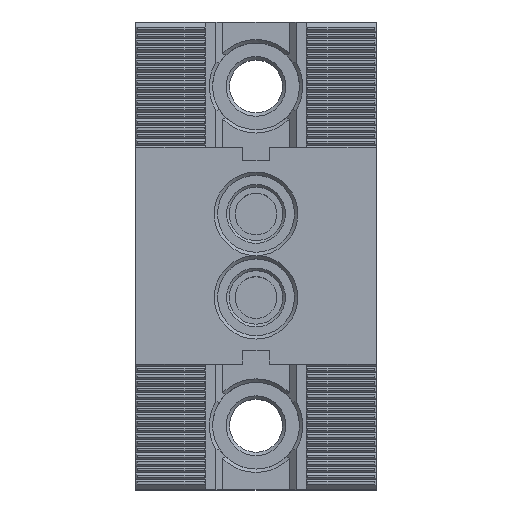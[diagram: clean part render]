
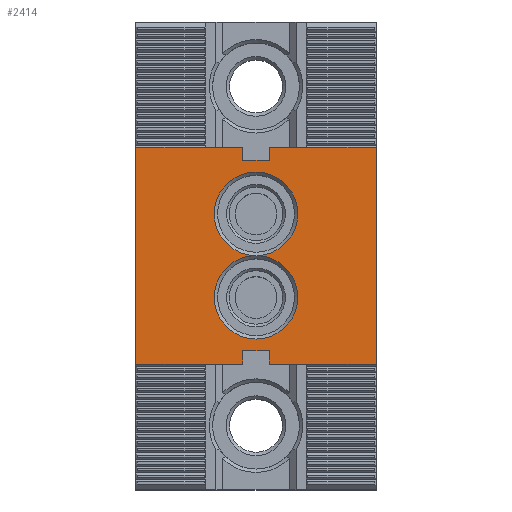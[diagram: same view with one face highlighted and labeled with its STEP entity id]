
A CAD part, top view. The second image highlights one B-rep face of the part: STEP entity #2414.
In plain terms, the highlighted planar face has unit normal (0, 0, 1).
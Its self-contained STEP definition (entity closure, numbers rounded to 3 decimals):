
#2414 = ADVANCED_FACE( '', ( #5195, #5196 ), #5197, .T. );
#5195 = FACE_BOUND( '', #8343, .T. );
#5196 = FACE_OUTER_BOUND( '', #8344, .T. );
#5197 = PLANE( '', #8345 );
#8343 = EDGE_LOOP( '', ( #15634, #15635 ) );
#8344 = EDGE_LOOP( '', ( #15636, #15637, #15638, #15639, #15640, #15641, #15642, #15643, #15644, #15645, #15646, #15647 ) );
#8345 = AXIS2_PLACEMENT_3D( '', #15648, #15649, #15650 );
#15634 = ORIENTED_EDGE( '', *, *, #22550, .T. );
#15635 = ORIENTED_EDGE( '', *, *, #19825, .T. );
#15636 = ORIENTED_EDGE( '', *, *, #22551, .F. );
#15637 = ORIENTED_EDGE( '', *, *, #20439, .F. );
#15638 = ORIENTED_EDGE( '', *, *, #22403, .F. );
#15639 = ORIENTED_EDGE( '', *, *, #21810, .T. );
#15640 = ORIENTED_EDGE( '', *, *, #22552, .T. );
#15641 = ORIENTED_EDGE( '', *, *, #21573, .T. );
#15642 = ORIENTED_EDGE( '', *, *, #22219, .F. );
#15643 = ORIENTED_EDGE( '', *, *, #22553, .F. );
#15644 = ORIENTED_EDGE( '', *, *, #22539, .F. );
#15645 = ORIENTED_EDGE( '', *, *, #20809, .T. );
#15646 = ORIENTED_EDGE( '', *, *, #22341, .T. );
#15647 = ORIENTED_EDGE( '', *, *, #19494, .T. );
#15648 = CARTESIAN_POINT( '', ( -36., -32.5, 40. ) );
#15649 = DIRECTION( '', ( 0., 0., 1. ) );
#15650 = DIRECTION( '', ( 1., 0., 0. ) );
#19494 = EDGE_CURVE( '', #23507, #23512, #23514, .T. );
#19825 = EDGE_CURVE( '', #24106, #24106, #24107, .F. );
#20439 = EDGE_CURVE( '', #25155, #25153, #25157, .T. );
#20809 = EDGE_CURVE( '', #25792, #25790, #25793, .T. );
#21573 = EDGE_CURVE( '', #26999, #27001, #27003, .T. );
#21810 = EDGE_CURVE( '', #27340, #27338, #27341, .T. );
#22219 = EDGE_CURVE( '', #27906, #27001, #27908, .T. );
#22341 = EDGE_CURVE( '', #25790, #23507, #28073, .T. );
#22403 = EDGE_CURVE( '', #27340, #25155, #28152, .T. );
#22539 = EDGE_CURVE( '', #25792, #28330, #28332, .T. );
#22550 = EDGE_CURVE( '', #24106, #24106, #28344, .F. );
#22551 = EDGE_CURVE( '', #25153, #23512, #28345, .T. );
#22552 = EDGE_CURVE( '', #27338, #26999, #28346, .T. );
#22553 = EDGE_CURVE( '', #28330, #27906, #28347, .T. );
#23507 = VERTEX_POINT( '', #29489 );
#23512 = VERTEX_POINT( '', #29496 );
#23514 = LINE( '', #29499, #29500 );
#24106 = VERTEX_POINT( '', #30348 );
#24107 = CIRCLE( '', #30349, 12.5 );
#25153 = VERTEX_POINT( '', #31876 );
#25155 = VERTEX_POINT( '', #31879 );
#25157 = LINE( '', #31882, #31883 );
#25790 = VERTEX_POINT( '', #32833 );
#25792 = VERTEX_POINT( '', #32836 );
#25793 = LINE( '', #32837, #32838 );
#26999 = VERTEX_POINT( '', #34628 );
#27001 = VERTEX_POINT( '', #34631 );
#27003 = LINE( '', #34634, #34635 );
#27338 = VERTEX_POINT( '', #35152 );
#27340 = VERTEX_POINT( '', #35155 );
#27341 = LINE( '', #35156, #35157 );
#27906 = VERTEX_POINT( '', #36018 );
#27908 = LINE( '', #36021, #36022 );
#28073 = LINE( '', #36271, #36272 );
#28152 = LINE( '', #36390, #36391 );
#28330 = VERTEX_POINT( '', #36676 );
#28332 = LINE( '', #36679, #36680 );
#28344 = CIRCLE( '', #36696, 12.5 );
#28345 = LINE( '', #36697, #36698 );
#28346 = LINE( '', #36699, #36700 );
#28347 = LINE( '', #36701, #36702 );
#29489 = CARTESIAN_POINT( '', ( -36., -32.5, 40. ) );
#29496 = CARTESIAN_POINT( '', ( -4., -32.5, 40. ) );
#29499 = CARTESIAN_POINT( '', ( -36., -32.5, 40. ) );
#29500 = VECTOR( '', #38214, 1000. );
#30348 = CARTESIAN_POINT( '', ( 0., 0., 40. ) );
#30349 = AXIS2_PLACEMENT_3D( '', #38507, #38508, #38509 );
#31876 = CARTESIAN_POINT( '', ( -4., -28.5, 40. ) );
#31879 = CARTESIAN_POINT( '', ( 4., -28.5, 40. ) );
#31882 = CARTESIAN_POINT( '', ( 4., -28.5, 40. ) );
#31883 = VECTOR( '', #39035, 1000. );
#32833 = CARTESIAN_POINT( '', ( -36., 32.5, 40. ) );
#32836 = CARTESIAN_POINT( '', ( -4., 32.5, 40. ) );
#32837 = CARTESIAN_POINT( '', ( 36., 32.5, 40. ) );
#32838 = VECTOR( '', #39375, 1000. );
#34628 = CARTESIAN_POINT( '', ( 36., 32.5, 40. ) );
#34631 = CARTESIAN_POINT( '', ( 4., 32.5, 40. ) );
#34634 = CARTESIAN_POINT( '', ( 36., 32.5, 40. ) );
#34635 = VECTOR( '', #39986, 1000. );
#35152 = CARTESIAN_POINT( '', ( 36., -32.5, 40. ) );
#35155 = CARTESIAN_POINT( '', ( 4., -32.5, 40. ) );
#35156 = CARTESIAN_POINT( '', ( -36., -32.5, 40. ) );
#35157 = VECTOR( '', #40182, 1000. );
#36018 = CARTESIAN_POINT( '', ( 4., 28.5, 40. ) );
#36021 = CARTESIAN_POINT( '', ( 4., 28.5, 40. ) );
#36022 = VECTOR( '', #40504, 1000. );
#36271 = CARTESIAN_POINT( '', ( -36., 32.5, 40. ) );
#36272 = VECTOR( '', #40598, 1000. );
#36390 = CARTESIAN_POINT( '', ( 4., -32.5, 40. ) );
#36391 = VECTOR( '', #40638, 1000. );
#36676 = CARTESIAN_POINT( '', ( -4., 28.5, 40. ) );
#36679 = CARTESIAN_POINT( '', ( -4., 32.5, 40. ) );
#36680 = VECTOR( '', #40753, 1000. );
#36696 = AXIS2_PLACEMENT_3D( '', #40758, #40759, #40760 );
#36697 = CARTESIAN_POINT( '', ( -4., -28.5, 40. ) );
#36698 = VECTOR( '', #40761, 1000. );
#36699 = CARTESIAN_POINT( '', ( 36., -32.5, 40. ) );
#36700 = VECTOR( '', #40762, 1000. );
#36701 = CARTESIAN_POINT( '', ( -4., 28.5, 40. ) );
#36702 = VECTOR( '', #40763, 1000. );
#38214 = DIRECTION( '', ( 1., 0., 0. ) );
#38507 = CARTESIAN_POINT( '', ( 0., 12.5, 40. ) );
#38508 = DIRECTION( '', ( 0., 0., 1. ) );
#38509 = DIRECTION( '', ( 1., 0., 0. ) );
#39035 = DIRECTION( '', ( -1., 0., 0. ) );
#39375 = DIRECTION( '', ( -1., 0., 0. ) );
#39986 = DIRECTION( '', ( -1., 0., 0. ) );
#40182 = DIRECTION( '', ( 1., 0., 0. ) );
#40504 = DIRECTION( '', ( 0., 1., 0. ) );
#40598 = DIRECTION( '', ( 0., -1., 0. ) );
#40638 = DIRECTION( '', ( 0., 1., 0. ) );
#40753 = DIRECTION( '', ( 0., -1., 0. ) );
#40758 = CARTESIAN_POINT( '', ( 0., -12.5, 40. ) );
#40759 = DIRECTION( '', ( 0., 0., 1. ) );
#40760 = DIRECTION( '', ( 1., 0., 0. ) );
#40761 = DIRECTION( '', ( 0., -1., 0. ) );
#40762 = DIRECTION( '', ( 0., 1., 0. ) );
#40763 = DIRECTION( '', ( 1., 0., 0. ) );
